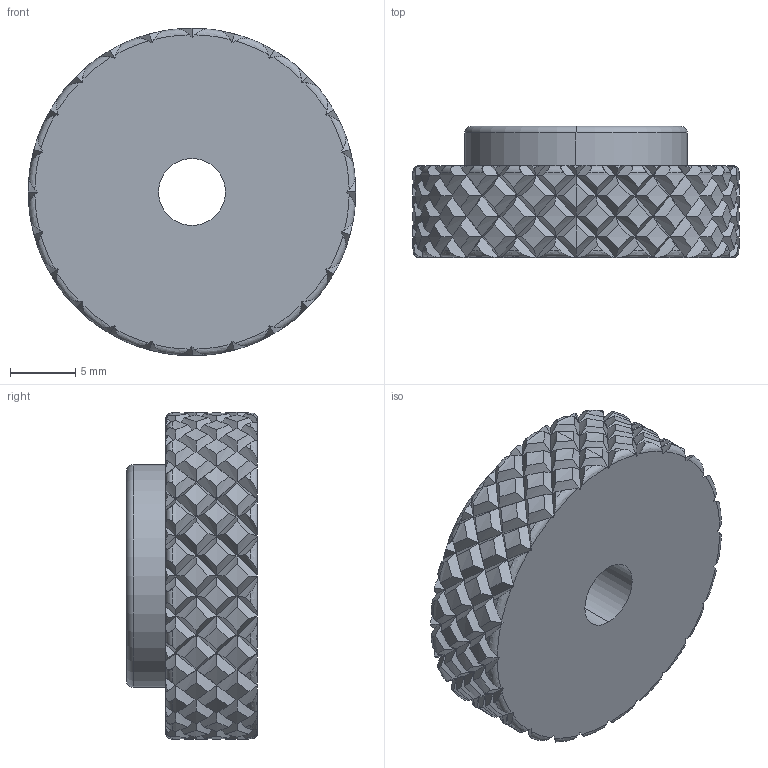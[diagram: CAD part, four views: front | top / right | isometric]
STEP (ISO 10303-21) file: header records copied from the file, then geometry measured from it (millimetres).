
FILE_DESCRIPTION (( 'STEP AP203' ), '1' );
FILE_NAME ('1-6 Thumb nut.STEP', '2020-05-22T20:19:31', ( '' ), ( '' ), 'SwSTEP 2.0', 'SolidWorks 2018', '' );
FILE_SCHEMA (( 'CONFIG_CONTROL_DESIGN' ));
Length unit declared in the file: millimetre
Products named in the file (1): 1-6 Thumb nut
Bounding box: 25 x 10 x 25 mm (x, y, z)
Volume: 3764.6 mm3; surface area: 2012.9 mm2
Topology: 1 solids, 1 shells, 684 faces, 1508 edges, 827 vertices
Faces by surface type: bspline 480, cylinder 126, torus 75, plane 3
Entity records: 25489 total; most frequent: CARTESIAN_POINT 16078, ORIENTED_EDGE 3016, EDGE_CURVE 1508, VERTEX_POINT 827, DIRECTION 706, EDGE_LOOP 687, FACE_OUTER_BOUND 684, ADVANCED_FACE 684
